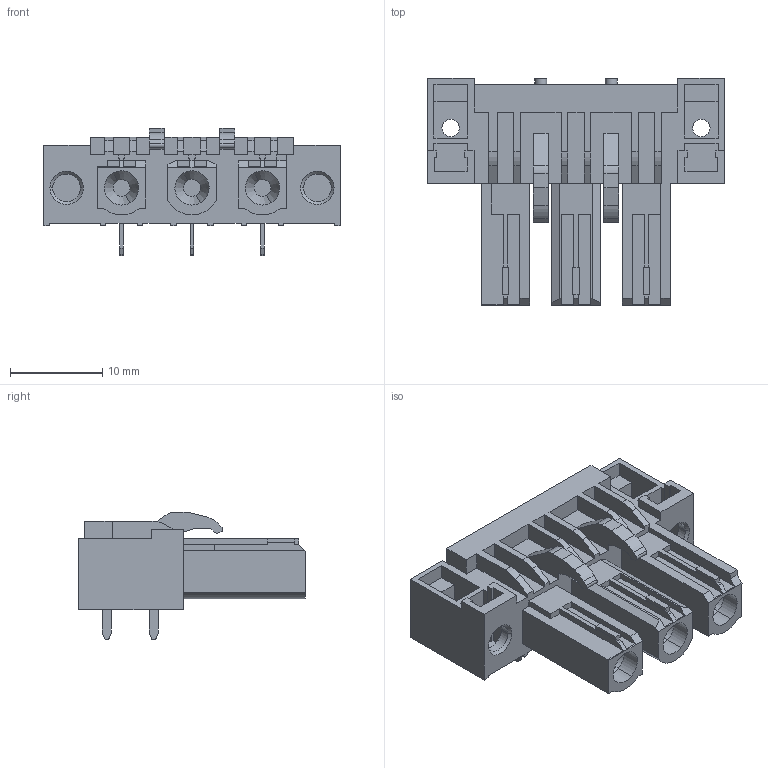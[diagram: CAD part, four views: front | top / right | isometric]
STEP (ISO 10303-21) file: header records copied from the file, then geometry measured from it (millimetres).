
FILE_DESCRIPTION(('CATIA V5 STEP Exchange','CAx-IF Rec.Pracs.--- Model Styling and Organization---1.2---2011-12-15'),'2;1');
FILE_NAME ('D1447584_0_1043280000_1043280000.stp','2018-09-18T05:54:13+00:00',('none'),('Weidmueller'),'CATIA Version 5-6 Release 2014','CATIA V5 STEP AP214','none');
FILE_SCHEMA(('AUTOMOTIVE_DESIGN { 1 0 10303 214 1 1 1 1 }'));
Length unit declared in the file: millimetre
Products named in the file (1): 1043280000
Bounding box: 32.04 x 24.54 x 13.74 mm (x, y, z)
Volume: 3504.1 mm3; surface area: 3232.2 mm2
Topology: 7 solids, 7 shells, 332 faces, 913 edges, 606 vertices
Faces by surface type: plane 261, cylinder 57, cone 14
Entity records: 9740 total; most frequent: ORIENTED_EDGE 1826, CARTESIAN_POINT 1728, DIRECTION 1329, EDGE_CURVE 913, VECTOR 785, LINE 785, VERTEX_POINT 606, EDGE_LOOP 355
